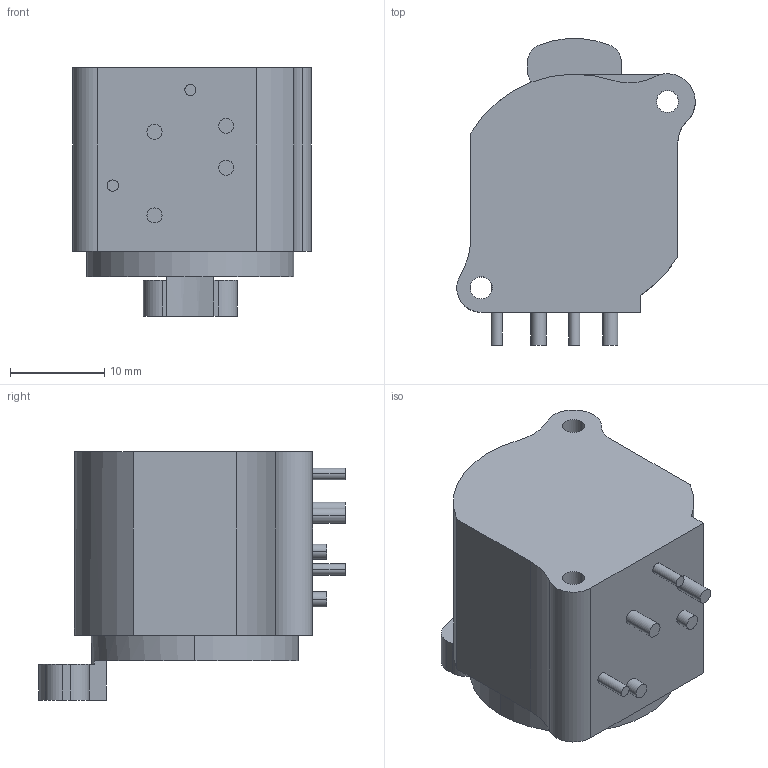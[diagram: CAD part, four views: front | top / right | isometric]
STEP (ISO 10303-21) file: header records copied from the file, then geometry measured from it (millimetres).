
FILE_DESCRIPTION((''),'2;1');
FILE_NAME('D-NC3FBH2','2012-01-17T',('odo'),(''),'PRO/ENGINEER BY PARAMETRIC TECHNOLOGY CORPORATION, 2011310','PRO/ENGINEER BY PARAMETRIC TECHNOLOGY CORPORATION, 2011310','');
FILE_SCHEMA(('AUTOMOTIVE_DESIGN_CC2 { 1 2 10303 214 -1 1 5 2 }'));
Length unit declared in the file: millimetre
Products named in the file (1): D-NC3FBH2
Bounding box: 25.35 x 32.62 x 26.4 mm (x, y, z)
Volume: 9954.8 mm3; surface area: 5333.3 mm2
Topology: 1 solids, 1 shells, 70 faces, 170 edges, 112 vertices
Faces by surface type: cylinder 41, plane 29
Entity records: 2860 total; most frequent: DIRECTION 394, CARTESIAN_POINT 378, ORIENTED_EDGE 340, COLOUR_RGB 209, PRESENTATION_STYLE_ASSIGNMENT 171, STYLED_ITEM 171, CURVE_STYLE 170, EDGE_CURVE 170
